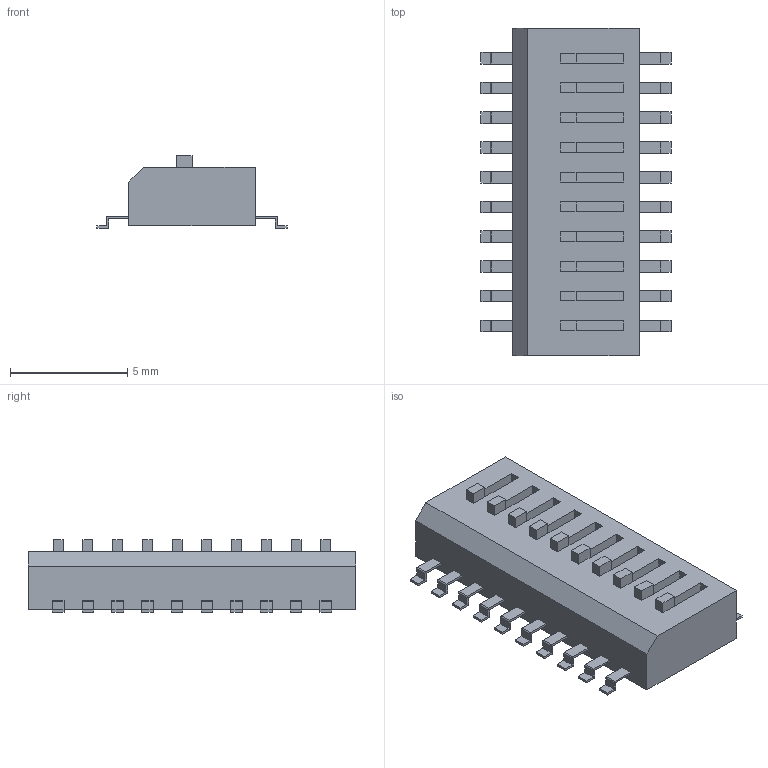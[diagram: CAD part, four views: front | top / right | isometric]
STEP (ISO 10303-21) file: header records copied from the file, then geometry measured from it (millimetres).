
FILE_DESCRIPTION(/* description */ ('model of SW_DIP_x10_W7.62mm_Slide_Copal_CHS-B'),/* implementation_level */ '2;1');
FILE_NAME(/* name */ 'SW_DIP_x10_W7.62mm_Slide_Copal_CHS-B.step',/* time_stamp */ '2017-10-28T13:06:24',/* author */ ('kicad StepUp','ksu'),/* organization */ ('FreeCAD'),/* preprocessor_version */ 'OCC',/* originating_system */ 'kicad StepUp',/* authorisation */ '');
FILE_SCHEMA(('AUTOMOTIVE_DESIGN { 1 0 10303 214 1 1 1 1 }'));
Length unit declared in the file: millimetre
Products named in the file (5): ASSEMBLY; SW_DIP_x10_W762mm_Slide_Copal_CHS_B001; Shape0_00692298938017; Shape0_0927063810988; SW_DIP_x10_W762mm_Slide_Copal_CHS_B
Assembly tree (4 placements, depth 2):
  ASSEMBLY
    SW_DIP_x10_W762mm_Slide_Copal_CHS_B001
    Shape0_00692298938017
    Shape0_0927063810988
    SW_DIP_x10_W762mm_Slide_Copal_CHS_B
Bounding box: 8.12 x 13.97 x 3.1 mm (x, y, z)
Surface area: 703.1 mm2
Topology: 22 solids, 22 shells, 394 faces, 970 edges, 640 vertices
Faces by surface type: plane 354, cylinder 40
Entity records: 12349 total; most frequent: CARTESIAN_POINT 2009, ORIENTED_EDGE 1940, DIRECTION 1848, EDGE_CURVE 970, LINE 890, VECTOR 890, VERTEX_POINT 640, AXIS2_PLACEMENT_3D 479
